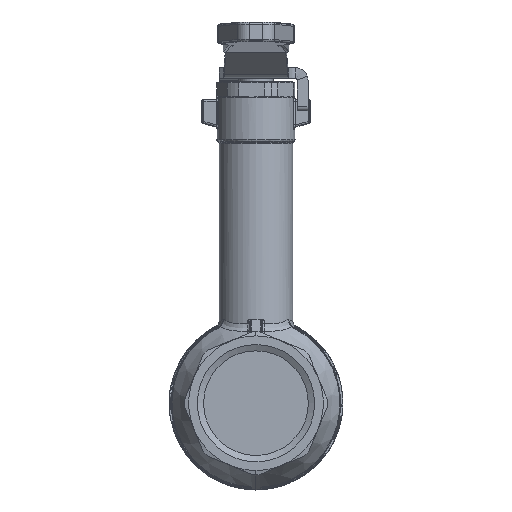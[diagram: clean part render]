
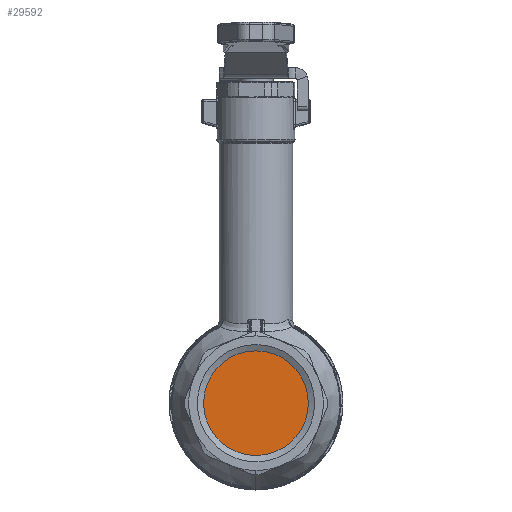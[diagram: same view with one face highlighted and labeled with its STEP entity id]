
A CAD part, left-side view. The second image highlights one B-rep face of the part: STEP entity #29592.
In plain terms, the highlighted planar face has unit normal (-1, 0, 0).
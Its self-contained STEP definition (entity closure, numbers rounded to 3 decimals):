
#6488=CARTESIAN_POINT('',(-17.,-0.,12.059));
#6489=VERTEX_POINT('',#6488);
#6513=CARTESIAN_POINT('',(-17.,0.,-12.059));
#6514=VERTEX_POINT('',#6513);
#6515=CARTESIAN_POINT('',(-17.,0.,0.));
#6516=DIRECTION('',(1.,-0.,-0.));
#6517=DIRECTION('',(0.,0.,1.));
#6518=AXIS2_PLACEMENT_3D('',#6515,#6516,#6517);
#6519=CIRCLE('',#6518,12.059);
#6520=EDGE_CURVE('',#6489,#6514,#6519,.T.);
#6522=CARTESIAN_POINT('',(-17.,0.,0.));
#6523=DIRECTION('',(1.,-0.,-0.));
#6524=DIRECTION('',(0.,0.,1.));
#6525=AXIS2_PLACEMENT_3D('',#6522,#6523,#6524);
#6526=CIRCLE('',#6525,12.059);
#6527=EDGE_CURVE('',#6514,#6489,#6526,.T.);
#29583=CARTESIAN_POINT('',(-17.,0.,10.779));
#29584=DIRECTION('',(1.,0.,0.));
#29585=DIRECTION('',(0.,1.,0.));
#29586=AXIS2_PLACEMENT_3D('',#29583,#29584,#29585);
#29587=PLANE('',#29586);
#29588=ORIENTED_EDGE('',*,*,#6527,.F.);
#29589=ORIENTED_EDGE('',*,*,#6520,.F.);
#29590=EDGE_LOOP('',(#29588,#29589));
#29591=FACE_BOUND('',#29590,.T.);
#29592=ADVANCED_FACE('',(#29591),#29587,.F.);
